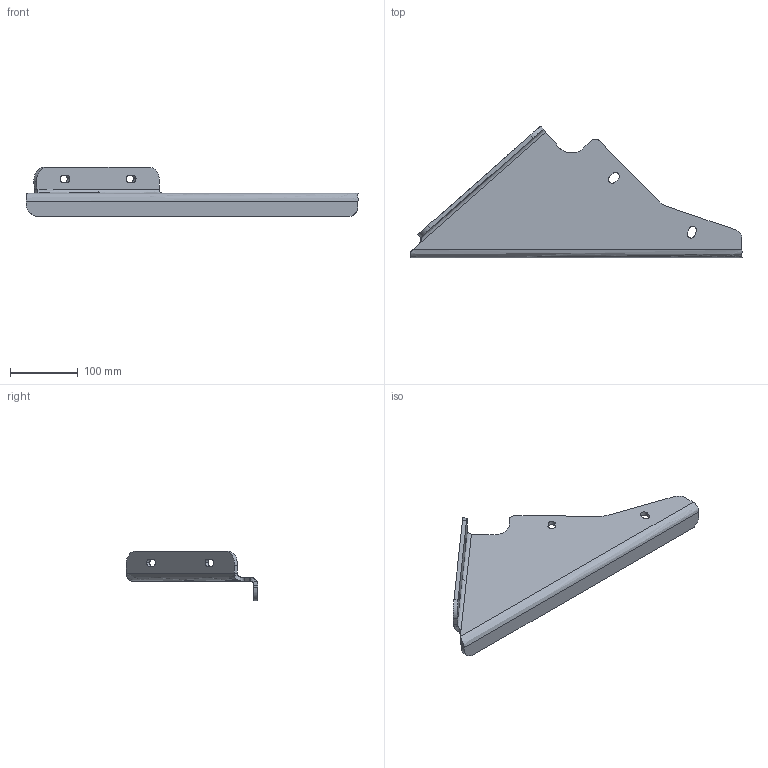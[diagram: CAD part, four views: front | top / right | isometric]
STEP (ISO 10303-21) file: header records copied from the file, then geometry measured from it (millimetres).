
FILE_DESCRIPTION (( 'STEP AP203' ), '1' );
FILE_NAME ('M5 - erpAynalama33360_iç çamurluk ayaðý_k6.IGS_Default_sldprt.STEP', '2023-01-17T08:16:50', ( '' ), ( '' ), 'SwSTEP 2.0', 'SolidWorks 2019', '' );
FILE_SCHEMA (( 'CONFIG_CONTROL_DESIGN' ));
Length unit declared in the file: millimetre
Products named in the file (1): M5 - erpAynalama33360_iç çamurluk ayaðý_k6.IGS_Default_sldprt
Bounding box: 489.75 x 194.48 x 73.04 mm (x, y, z)
Volume: 440151.8 mm3; surface area: 155479.1 mm2
Topology: 1 solids, 1 shells, 57 faces, 149 edges, 94 vertices
Faces by surface type: bspline 57
Entity records: 2337 total; most frequent: CARTESIAN_POINT 1367, ORIENTED_EDGE 298, EDGE_CURVE 149, B_SPLINE_CURVE_WITH_KNOTS 125, VERTEX_POINT 94, EDGE_LOOP 65, ADVANCED_FACE 57, FACE_OUTER_BOUND 57
